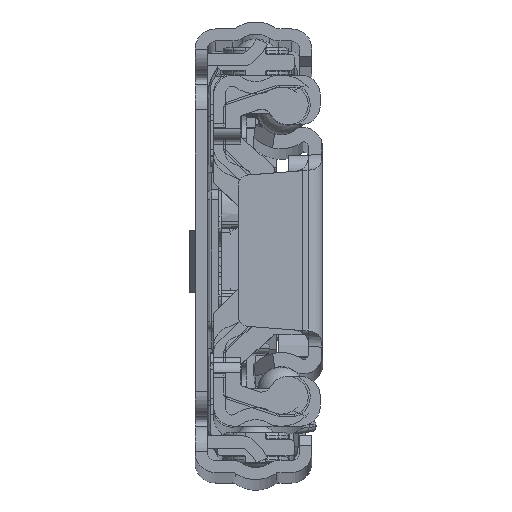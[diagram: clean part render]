
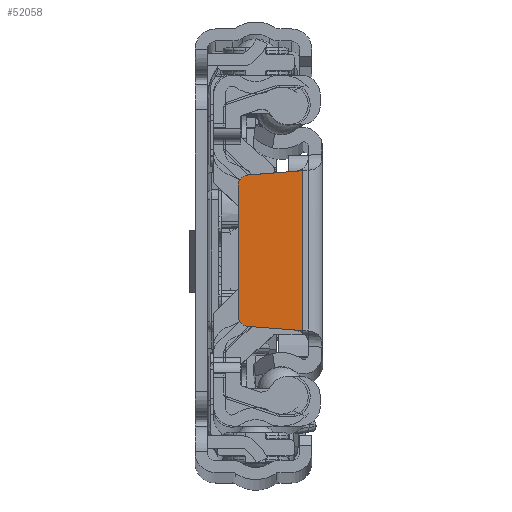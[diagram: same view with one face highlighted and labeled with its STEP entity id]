
A CAD part, top view. The second image highlights one B-rep face of the part: STEP entity #52058.
In plain terms, the highlighted face is planar.
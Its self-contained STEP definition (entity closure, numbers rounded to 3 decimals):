
#3331 = CARTESIAN_POINT ( 'NONE',  ( -8.4, -7.45, 0. ) ) ;
#5507 = EDGE_CURVE ( 'NONE', #78343, #60660, #40393, .T. ) ;
#14289 = LINE ( 'NONE', #73104, #117465 ) ;
#14706 = CARTESIAN_POINT ( 'NONE',  ( -2., -7.945, 0. ) ) ;
#22743 = DIRECTION ( 'NONE',  ( 1., 0., 0. ) ) ;
#22860 = EDGE_CURVE ( 'NONE', #23244, #78343, #80832, .T. ) ;
#23244 = VERTEX_POINT ( 'NONE', #93120 ) ;
#25243 = CARTESIAN_POINT ( 'NONE',  ( -2., 7.945, 0. ) ) ;
#27416 = DIRECTION ( 'NONE',  ( 0., 0., -1. ) ) ;
#27534 = CARTESIAN_POINT ( 'NONE',  ( -8.4, 8.1, 0. ) ) ;
#27624 = CARTESIAN_POINT ( 'NONE',  ( -8.4, -6.524, 0. ) ) ;
#30435 = EDGE_CURVE ( 'NONE', #60660, #126052, #69302, .T. ) ;
#33519 = DIRECTION ( 'NONE',  ( 0., 0., -1. ) ) ;
#33770 = DIRECTION ( 'NONE',  ( 1., 0., 0. ) ) ;
#36673 = ORIENTED_EDGE ( 'NONE', *, *, #110712, .F. ) ;
#36954 = CARTESIAN_POINT ( 'NONE',  ( -2., 7.945, 0. ) ) ;
#36967 = ORIENTED_EDGE ( 'NONE', *, *, #52211, .T. ) ;
#37341 = DIRECTION ( 'NONE',  ( 0., 1., 0. ) ) ;
#40393 = LINE ( 'NONE', #27534, #87746 ) ;
#43257 = EDGE_CURVE ( 'NONE', #23244, #131736, #115151, .T. ) ;
#43415 = CARTESIAN_POINT ( 'NONE',  ( -2., -13.87, 0. ) ) ;
#43792 = AXIS2_PLACEMENT_3D ( 'NONE', #103700, #27416, #138796 ) ;
#50602 = CARTESIAN_POINT ( 'NONE',  ( -2., -7.945, 0. ) ) ;
#51183 = ORIENTED_EDGE ( 'NONE', *, *, #22860, .T. ) ;
#52058 = ADVANCED_FACE ( 'NONE', ( #110607 ), #67531, .F. ) ;
#52211 = EDGE_CURVE ( 'NONE', #136048, #131736, #75723, .T. ) ;
#60660 = VERTEX_POINT ( 'NONE', #84909 ) ;
#64970 = DIRECTION ( 'NONE',  ( 0., -1., 0. ) ) ;
#67011 = VECTOR ( 'NONE', #126586, 1000. ) ;
#67052 = CARTESIAN_POINT ( 'NONE',  ( -4.143, -13.87, 0. ) ) ;
#67531 = PLANE ( 'NONE',  #141445 ) ;
#67906 = EDGE_CURVE ( 'NONE', #113245, #142094, #79766, .T. ) ;
#68082 = CARTESIAN_POINT ( 'NONE',  ( -7.477, 7.521, 0. ) ) ;
#69302 = CIRCLE ( 'NONE', #43792, 1. ) ;
#71056 = VECTOR ( 'NONE', #115142, 1000. ) ;
#73104 = CARTESIAN_POINT ( 'NONE',  ( -8.4, 7.45, 0. ) ) ;
#73122 = AXIS2_PLACEMENT_3D ( 'NONE', #100496, #33519, #22743 ) ;
#75723 = LINE ( 'NONE', #14706, #67011 ) ;
#78343 = VERTEX_POINT ( 'NONE', #27624 ) ;
#79766 = LINE ( 'NONE', #36954, #71056 ) ;
#80832 = CIRCLE ( 'NONE', #73122, 1. ) ;
#82180 = EDGE_LOOP ( 'NONE', ( #99939, #51183, #88674, #129473, #36673, #89157, #117694, #36967 ) ) ;
#84909 = CARTESIAN_POINT ( 'NONE',  ( -8.4, 6.524, 0. ) ) ;
#87746 = VECTOR ( 'NONE', #37341, 1000. ) ;
#88674 = ORIENTED_EDGE ( 'NONE', *, *, #5507, .T. ) ;
#88992 = VECTOR ( 'NONE', #114267, 1000. ) ;
#89157 = ORIENTED_EDGE ( 'NONE', *, *, #67906, .F. ) ;
#93120 = CARTESIAN_POINT ( 'NONE',  ( -7.477, -7.521, 0. ) ) ;
#99606 = CARTESIAN_POINT ( 'NONE',  ( -2.784, 7.885, 0. ) ) ;
#99939 = ORIENTED_EDGE ( 'NONE', *, *, #43257, .F. ) ;
#100496 = CARTESIAN_POINT ( 'NONE',  ( -7.4, -6.524, 0. ) ) ;
#102833 = LINE ( 'NONE', #43415, #120363 ) ;
#103700 = CARTESIAN_POINT ( 'NONE',  ( -7.4, 6.524, 0. ) ) ;
#104973 = EDGE_CURVE ( 'NONE', #113245, #136048, #102833, .T. ) ;
#106764 = DIRECTION ( 'NONE',  ( -0.997, -0.077, 0. ) ) ;
#110607 = FACE_OUTER_BOUND ( 'NONE', #82180, .T. ) ;
#110712 = EDGE_CURVE ( 'NONE', #142094, #126052, #14289, .T. ) ;
#113245 = VERTEX_POINT ( 'NONE', #25243 ) ;
#114267 = DIRECTION ( 'NONE',  ( 0.997, -0.077, 0. ) ) ;
#115142 = DIRECTION ( 'NONE',  ( -0.997, -0.077, 0. ) ) ;
#115151 = LINE ( 'NONE', #3331, #88992 ) ;
#117465 = VECTOR ( 'NONE', #106764, 1000. ) ;
#117694 = ORIENTED_EDGE ( 'NONE', *, *, #104973, .T. ) ;
#120363 = VECTOR ( 'NONE', #64970, 1000. ) ;
#123223 = DIRECTION ( 'NONE',  ( 0., 0., 1. ) ) ;
#126052 = VERTEX_POINT ( 'NONE', #68082 ) ;
#126586 = DIRECTION ( 'NONE',  ( -0.997, 0.077, 0. ) ) ;
#129473 = ORIENTED_EDGE ( 'NONE', *, *, #30435, .T. ) ;
#131117 = CARTESIAN_POINT ( 'NONE',  ( -2.784, -7.885, 0. ) ) ;
#131736 = VERTEX_POINT ( 'NONE', #131117 ) ;
#136048 = VERTEX_POINT ( 'NONE', #50602 ) ;
#138796 = DIRECTION ( 'NONE',  ( 1., 0., 0. ) ) ;
#141445 = AXIS2_PLACEMENT_3D ( 'NONE', #67052, #123223, #33770 ) ;
#142094 = VERTEX_POINT ( 'NONE', #99606 ) ;
